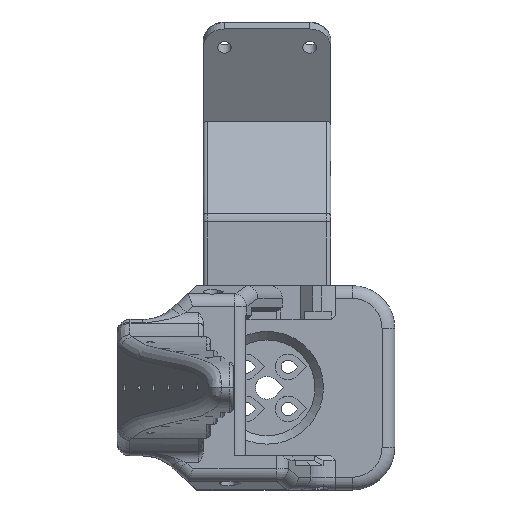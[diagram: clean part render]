
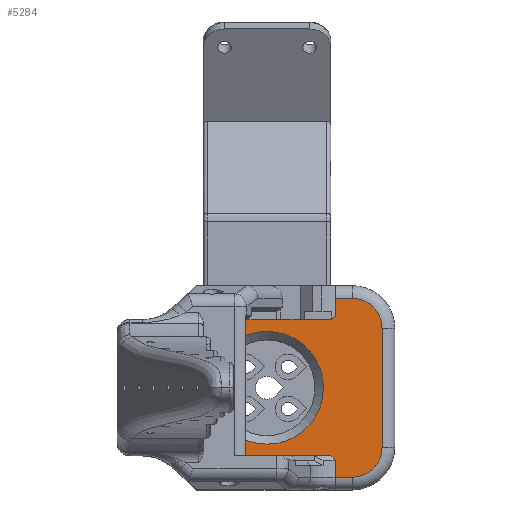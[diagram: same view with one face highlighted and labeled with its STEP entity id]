
A CAD part, top view. The second image highlights one B-rep face of the part: STEP entity #5284.
In plain terms, the highlighted planar face has unit normal (0, 0, 1).
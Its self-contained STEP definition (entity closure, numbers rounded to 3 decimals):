
#96=FACE_BOUND('',#893,.T.);
#281=PLANE('',#5725);
#564=FACE_OUTER_BOUND('',#892,.T.);
#892=EDGE_LOOP('',(#4204,#4205,#4206,#4207,#4208,#4209,#4210,#4211,#4212,
#4213,#4214,#4215));
#893=EDGE_LOOP('',(#4216));
#1132=LINE('',#7646,#1579);
#1353=LINE('',#9960,#1800);
#1359=LINE('',#9975,#1806);
#1391=LINE('',#10041,#1838);
#1394=LINE('',#10062,#1841);
#1398=LINE('',#10069,#1845);
#1399=LINE('',#10072,#1846);
#1400=LINE('',#10076,#1847);
#1401=LINE('',#10078,#1848);
#1402=LINE('',#10079,#1849);
#1579=VECTOR('',#6179,1000.);
#1800=VECTOR('',#6748,1000.);
#1806=VECTOR('',#6762,1000.);
#1838=VECTOR('',#6810,1000.);
#1841=VECTOR('',#6817,1000.);
#1845=VECTOR('',#6823,1000.);
#1846=VECTOR('',#6826,1000.);
#1847=VECTOR('',#6829,1000.);
#1848=VECTOR('',#6832,1000.);
#1849=VECTOR('',#6833,1000.);
#2043=CIRCLE('',#5595,13.243);
#2093=CIRCLE('',#5726,7.);
#2094=CIRCLE('',#5727,7.);
#2231=VERTEX_POINT('',#7643);
#2232=VERTEX_POINT('',#7645);
#2317=VERTEX_POINT('',#8604);
#2519=VERTEX_POINT('',#9957);
#2520=VERTEX_POINT('',#9959);
#2525=VERTEX_POINT('',#9974);
#2551=VERTEX_POINT('',#10039);
#2556=VERTEX_POINT('',#10059);
#2557=VERTEX_POINT('',#10061);
#2559=VERTEX_POINT('',#10067);
#2560=VERTEX_POINT('',#10071);
#2561=VERTEX_POINT('',#10073);
#2562=VERTEX_POINT('',#10075);
#2775=EDGE_CURVE('',#2232,#2231,#1132,.T.);
#2876=EDGE_CURVE('',#2317,#2317,#2043,.T.);
#3142=EDGE_CURVE('',#2520,#2519,#1353,.T.);
#3150=EDGE_CURVE('',#2520,#2525,#1359,.T.);
#3184=EDGE_CURVE('',#2551,#2519,#1391,.T.);
#3189=EDGE_CURVE('',#2556,#2557,#1394,.T.);
#3193=EDGE_CURVE('',#2559,#2231,#1398,.T.);
#3194=EDGE_CURVE('',#2556,#2560,#1399,.T.);
#3195=EDGE_CURVE('',#2560,#2561,#2093,.T.);
#3196=EDGE_CURVE('',#2561,#2562,#1400,.T.);
#3197=EDGE_CURVE('',#2562,#2232,#2094,.T.);
#3198=EDGE_CURVE('',#2559,#2525,#1401,.T.);
#3199=EDGE_CURVE('',#2551,#2557,#1402,.T.);
#4204=ORIENTED_EDGE('',*,*,#3189,.F.);
#4205=ORIENTED_EDGE('',*,*,#3194,.T.);
#4206=ORIENTED_EDGE('',*,*,#3195,.T.);
#4207=ORIENTED_EDGE('',*,*,#3196,.T.);
#4208=ORIENTED_EDGE('',*,*,#3197,.T.);
#4209=ORIENTED_EDGE('',*,*,#2775,.T.);
#4210=ORIENTED_EDGE('',*,*,#3193,.F.);
#4211=ORIENTED_EDGE('',*,*,#3198,.T.);
#4212=ORIENTED_EDGE('',*,*,#3150,.F.);
#4213=ORIENTED_EDGE('',*,*,#3142,.T.);
#4214=ORIENTED_EDGE('',*,*,#3184,.F.);
#4215=ORIENTED_EDGE('',*,*,#3199,.T.);
#4216=ORIENTED_EDGE('',*,*,#2876,.T.);
#5284=ADVANCED_FACE('',(#564,#96),#281,.T.);
#5595=AXIS2_PLACEMENT_3D('',#8606,#6341,#6342);
#5725=AXIS2_PLACEMENT_3D('',#10070,#6824,#6825);
#5726=AXIS2_PLACEMENT_3D('',#10074,#6827,#6828);
#5727=AXIS2_PLACEMENT_3D('',#10077,#6830,#6831);
#6179=DIRECTION('',(-1.,0.,0.));
#6341=DIRECTION('center_axis',(0.,0.,-1.));
#6342=DIRECTION('ref_axis',(1.,0.,0.));
#6748=DIRECTION('',(0.,-1.,0.));
#6762=DIRECTION('',(1.,0.,0.));
#6810=DIRECTION('',(-1.,0.,0.));
#6817=DIRECTION('',(0.,1.,0.));
#6823=DIRECTION('',(0.,1.,0.));
#6824=DIRECTION('center_axis',(0.,0.,1.));
#6825=DIRECTION('ref_axis',(1.,0.,0.));
#6826=DIRECTION('',(1.,0.,0.));
#6827=DIRECTION('center_axis',(0.,0.,1.));
#6828=DIRECTION('ref_axis',(1.,0.,0.));
#6829=DIRECTION('',(0.,1.,0.));
#6830=DIRECTION('center_axis',(0.,0.,1.));
#6831=DIRECTION('ref_axis',(1.,0.,0.));
#6832=DIRECTION('',(-0.707,-0.707,0.));
#6833=DIRECTION('',(0.707,-0.707,0.));
#7643=CARTESIAN_POINT('',(16.,21.,11.));
#7645=CARTESIAN_POINT('',(20.,21.,11.));
#7646=CARTESIAN_POINT('',(16.,21.,11.));
#8604=CARTESIAN_POINT('',(-13.243,0.,11.));
#8606=CARTESIAN_POINT('Origin',(0.,0.,11.));
#9957=CARTESIAN_POINT('',(-15.,-16.,11.));
#9959=CARTESIAN_POINT('',(-15.,16.,11.));
#9960=CARTESIAN_POINT('',(-15.,0.,11.));
#9974=CARTESIAN_POINT('',(15.,16.,11.));
#9975=CARTESIAN_POINT('',(-25.385,16.,11.));
#10039=CARTESIAN_POINT('',(15.,-16.,11.));
#10041=CARTESIAN_POINT('',(16.,-16.,11.));
#10059=CARTESIAN_POINT('',(16.,-21.,11.));
#10061=CARTESIAN_POINT('',(16.,-17.,11.));
#10062=CARTESIAN_POINT('',(16.,-24.,11.));
#10067=CARTESIAN_POINT('',(16.,17.,11.));
#10069=CARTESIAN_POINT('',(16.,24.,11.));
#10070=CARTESIAN_POINT('Origin',(0.,0.,11.));
#10071=CARTESIAN_POINT('',(20.,-21.,11.));
#10072=CARTESIAN_POINT('',(20.,-21.,11.));
#10073=CARTESIAN_POINT('',(27.,-14.,11.));
#10074=CARTESIAN_POINT('Origin',(20.,-14.,11.));
#10075=CARTESIAN_POINT('',(27.,14.,11.));
#10076=CARTESIAN_POINT('',(27.,14.,11.));
#10077=CARTESIAN_POINT('Origin',(20.,14.,11.));
#10078=CARTESIAN_POINT('',(16.,17.,11.));
#10079=CARTESIAN_POINT('',(15.,-16.,11.));
